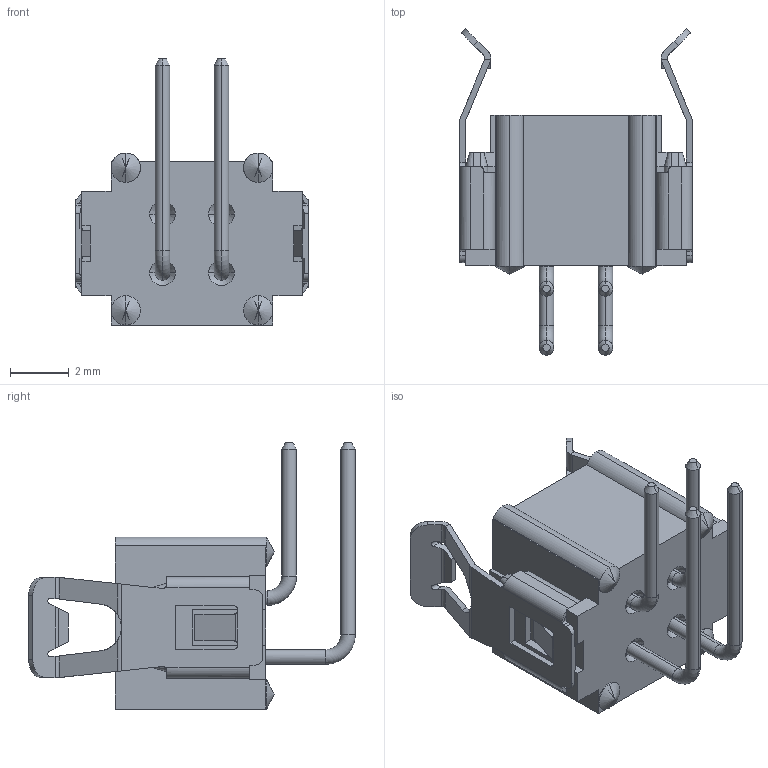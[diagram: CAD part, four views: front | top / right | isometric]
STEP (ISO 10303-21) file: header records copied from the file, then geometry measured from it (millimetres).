
FILE_DESCRIPTION((''),'2;1');
FILE_NAME('M80-8660422_ASM','2011-09-07T',('wbourne'),(''),'PRO/ENGINEER BY PARAMETRIC TECHNOLOGY CORPORATION, 2010280','PRO/ENGINEER BY PARAMETRIC TECHNOLOGY CORPORATION, 2010280','');
FILE_SCHEMA(('CONFIG_CONTROL_DESIGN','SHAPE_APPEARANCE_LAYERS_GROUPS'));
Length unit declared in the file: millimetre
Products named in the file (6): M80-1020498_SEPARATE_ROWS; M80-868-PIN1; M80-868-PIN2; M80-8680422_ASM; M80-001XXXX; M80-8660422_ASM
Assembly tree (8 placements, depth 3):
  M80-8660422_ASM
    M80-8680422_ASM
      M80-1020498_SEPARATE_ROWS
      M80-868-PIN1  x2
      M80-868-PIN2  x2
    M80-001XXXX  x2
Bounding box: 7.9 x 11.1 x 9.05 mm (x, y, z)
Volume: 131.4 mm3; surface area: 498.9 mm2
Topology: 7 solids, 7 shells, 421 faces, 1084 edges, 674 vertices
Faces by surface type: plane 233, cylinder 116, cone 48, bspline 16, torus 8
Entity records: 11073 total; most frequent: CARTESIAN_POINT 1974, ORIENTED_EDGE 1398, DIRECTION 1381, PRESENTATION_STYLE_ASSIGNMENT 717, STYLED_ITEM 703, CURVE_STYLE 699, EDGE_CURVE 699, VECTOR 467
